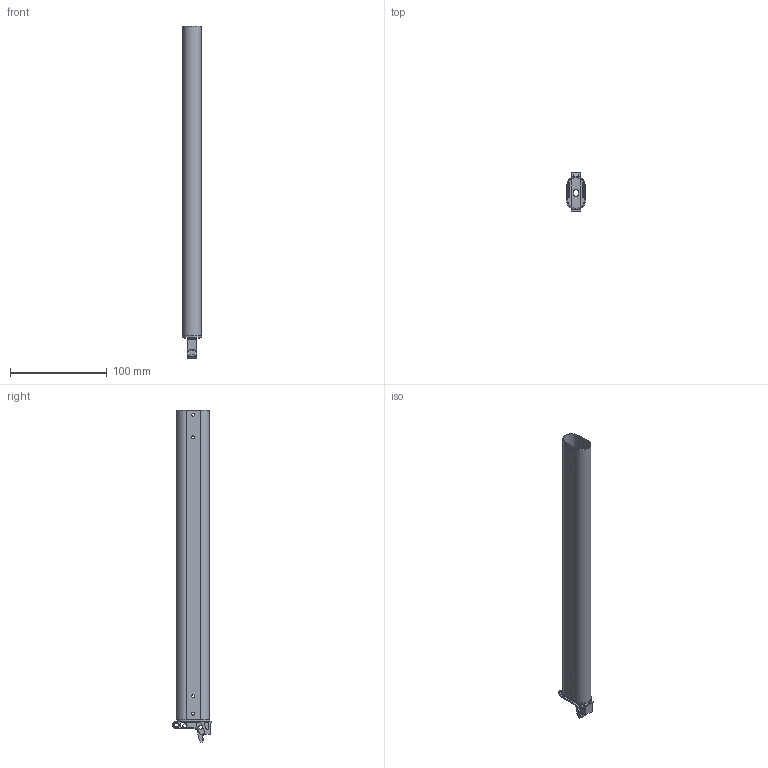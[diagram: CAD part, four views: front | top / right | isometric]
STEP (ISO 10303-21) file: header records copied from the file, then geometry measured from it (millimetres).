
FILE_DESCRIPTION (( 'STEP AP203' ), '1' );
FILE_NAME ('Tarot Main Arm_Default_sldprt.STEP', '2017-11-29T20:52:41', ( '' ), ( '' ), 'SwSTEP 2.0', 'SolidWorks 2017', '' );
FILE_SCHEMA (( 'CONFIG_CONTROL_DESIGN' ));
Length unit declared in the file: millimetre
Products named in the file (1): Tarot Main Arm_Default_sldprt
Bounding box: 19.7 x 40 x 342.75 mm (x, y, z)
Volume: 23949.2 mm3; surface area: 58425.9 mm2
Topology: 1 solids, 1 shells, 130 faces, 373 edges, 246 vertices
Faces by surface type: cylinder 68, plane 62
Entity records: 4462 total; most frequent: DIRECTION 785, CARTESIAN_POINT 781, ORIENTED_EDGE 746, EDGE_CURVE 373, AXIS2_PLACEMENT_3D 286, VERTEX_POINT 246, VECTOR 213, LINE 213
